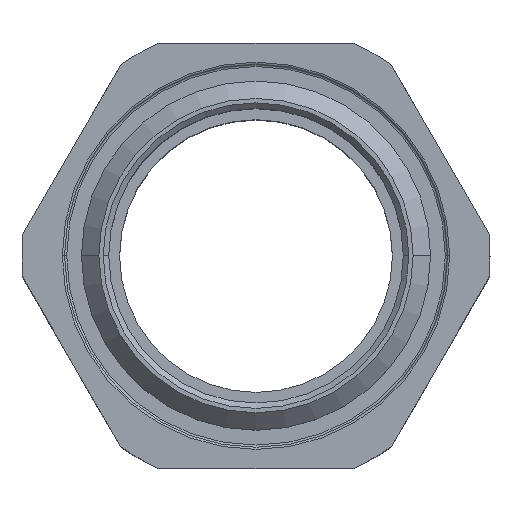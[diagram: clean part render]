
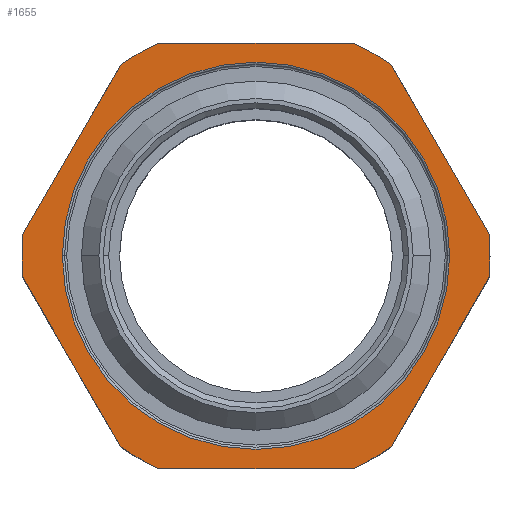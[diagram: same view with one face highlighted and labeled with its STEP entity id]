
A CAD part, top view. The second image highlights one B-rep face of the part: STEP entity #1655.
In plain terms, the highlighted planar face has unit normal (0, 0, 1).
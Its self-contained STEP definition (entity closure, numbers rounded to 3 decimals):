
#30 = VERTEX_POINT ( 'NONE', #2143 ) ;
#45 = VECTOR ( 'NONE', #159, 1000. ) ;
#46 = VERTEX_POINT ( 'NONE', #1961 ) ;
#59 = AXIS2_PLACEMENT_3D ( 'NONE', #1601, #1199, #963 ) ;
#68 = VERTEX_POINT ( 'NONE', #2357 ) ;
#159 = DIRECTION ( 'NONE',  ( -0.5, -0.866, 0. ) ) ;
#201 = VERTEX_POINT ( 'NONE', #1426 ) ;
#214 = CARTESIAN_POINT ( 'NONE',  ( -21.356, -2.011, 18.2 ) ) ;
#217 = AXIS2_PLACEMENT_3D ( 'NONE', #1039, #443, #1646 ) ;
#221 = EDGE_CURVE ( 'NONE', #316, #201, #2242, .T. ) ;
#222 = DIRECTION ( 'NONE',  ( 1., 0., 0. ) ) ;
#237 = VERTEX_POINT ( 'NONE', #1887 ) ;
#288 = EDGE_CURVE ( 'NONE', #1270, #30, #2049, .T. ) ;
#316 = VERTEX_POINT ( 'NONE', #1512 ) ;
#409 = AXIS2_PLACEMENT_3D ( 'NONE', #2507, #1699, #2101 ) ;
#438 = DIRECTION ( 'NONE',  ( 0., 0., 1. ) ) ;
#443 = DIRECTION ( 'NONE',  ( 0., 0., -1. ) ) ;
#449 = EDGE_CURVE ( 'NONE', #1588, #1685, #2292, .T. ) ;
#456 = ORIENTED_EDGE ( 'NONE', *, *, #1225, .F. ) ;
#457 = LINE ( 'NONE', #1628, #2585 ) ;
#491 = EDGE_CURVE ( 'NONE', #30, #1270, #1286, .T. ) ;
#520 = CIRCLE ( 'NONE', #1520, 21.45 ) ;
#578 = VERTEX_POINT ( 'NONE', #2226 ) ;
#579 = VECTOR ( 'NONE', #1946, 1000. ) ;
#589 = VECTOR ( 'NONE', #1288, 1000. ) ;
#617 = ORIENTED_EDGE ( 'NONE', *, *, #491, .T. ) ;
#713 = ORIENTED_EDGE ( 'NONE', *, *, #1728, .T. ) ;
#784 = CARTESIAN_POINT ( 'NONE',  ( 0., 0., 18.2 ) ) ;
#814 = DIRECTION ( 'NONE',  ( 0., 0., -1. ) ) ;
#818 = CARTESIAN_POINT ( 'NONE',  ( -8.936, -19.5, 18.2 ) ) ;
#831 = CARTESIAN_POINT ( 'NONE',  ( 0., 0., 18.2 ) ) ;
#897 = FACE_BOUND ( 'NONE', #1811, .T. ) ;
#917 = AXIS2_PLACEMENT_3D ( 'NONE', #1827, #1055, #222 ) ;
#936 = CIRCLE ( 'NONE', #2332, 21.45 ) ;
#963 = DIRECTION ( 'NONE',  ( 1., 0., 0. ) ) ;
#987 = DIRECTION ( 'NONE',  ( 1., 0., 0. ) ) ;
#998 = DIRECTION ( 'NONE',  ( 1., 0., 0. ) ) ;
#1021 = DIRECTION ( 'NONE',  ( 1., 0., 0. ) ) ;
#1039 = CARTESIAN_POINT ( 'NONE',  ( 0., 0., 18.2 ) ) ;
#1055 = DIRECTION ( 'NONE',  ( 0., 0., -1. ) ) ;
#1088 = LINE ( 'NONE', #1767, #579 ) ;
#1099 = VERTEX_POINT ( 'NONE', #1933 ) ;
#1157 = ORIENTED_EDGE ( 'NONE', *, *, #2343, .T. ) ;
#1186 = DIRECTION ( 'NONE',  ( 1., 0., 0. ) ) ;
#1199 = DIRECTION ( 'NONE',  ( 0., 0., -1. ) ) ;
#1201 = AXIS2_PLACEMENT_3D ( 'NONE', #784, #1803, #1204 ) ;
#1204 = DIRECTION ( 'NONE',  ( 1., 0., 0. ) ) ;
#1223 = VERTEX_POINT ( 'NONE', #1612 ) ;
#1225 = EDGE_CURVE ( 'NONE', #1828, #1223, #936, .T. ) ;
#1248 = FACE_OUTER_BOUND ( 'NONE', #1351, .T. ) ;
#1264 = ORIENTED_EDGE ( 'NONE', *, *, #2112, .T. ) ;
#1270 = VERTEX_POINT ( 'NONE', #1362 ) ;
#1281 = EDGE_CURVE ( 'NONE', #1828, #578, #2588, .T. ) ;
#1286 = CIRCLE ( 'NONE', #59, 17.75 ) ;
#1288 = DIRECTION ( 'NONE',  ( -0.5, 0.866, 0. ) ) ;
#1334 = AXIS2_PLACEMENT_3D ( 'NONE', #2001, #2392, #1186 ) ;
#1351 = EDGE_LOOP ( 'NONE', ( #1780, #1606, #713, #2608, #2034, #1530, #1784, #2066, #1157, #2311, #2374, #1264, #456 ) ) ;
#1362 = CARTESIAN_POINT ( 'NONE',  ( -17.75, 0., 18.2 ) ) ;
#1367 = EDGE_CURVE ( 'NONE', #46, #237, #1088, .T. ) ;
#1401 = CARTESIAN_POINT ( 'NONE',  ( 0., 0., 18.2 ) ) ;
#1426 = CARTESIAN_POINT ( 'NONE',  ( 12.419, 17.489, 18.2 ) ) ;
#1432 = VERTEX_POINT ( 'NONE', #2586 ) ;
#1455 = EDGE_CURVE ( 'NONE', #316, #1099, #2038, .T. ) ;
#1512 = CARTESIAN_POINT ( 'NONE',  ( 21.356, 2.011, 18.2 ) ) ;
#1520 = AXIS2_PLACEMENT_3D ( 'NONE', #831, #2046, #2224 ) ;
#1530 = ORIENTED_EDGE ( 'NONE', *, *, #1594, .F. ) ;
#1568 = DIRECTION ( 'NONE',  ( 0.5, -0.866, 0. ) ) ;
#1581 = ORIENTED_EDGE ( 'NONE', *, *, #288, .T. ) ;
#1588 = VERTEX_POINT ( 'NONE', #214 ) ;
#1594 = EDGE_CURVE ( 'NONE', #46, #201, #520, .T. ) ;
#1601 = CARTESIAN_POINT ( 'NONE',  ( 0., 0., 18.2 ) ) ;
#1606 = ORIENTED_EDGE ( 'NONE', *, *, #2496, .F. ) ;
#1612 = CARTESIAN_POINT ( 'NONE',  ( -12.419, -17.489, 18.2 ) ) ;
#1620 = PLANE ( 'NONE',  #2109 ) ;
#1628 = CARTESIAN_POINT ( 'NONE',  ( 11.258, -19.5, 18.2 ) ) ;
#1643 = VERTEX_POINT ( 'NONE', #2256 ) ;
#1646 = DIRECTION ( 'NONE',  ( 1., 0., 0. ) ) ;
#1648 = CARTESIAN_POINT ( 'NONE',  ( 0., 0., 18.2 ) ) ;
#1655 = ADVANCED_FACE ( 'NONE', ( #897, #1248 ), #1620, .T. ) ;
#1685 = VERTEX_POINT ( 'NONE', #2327 ) ;
#1699 = DIRECTION ( 'NONE',  ( 0., 0., -1. ) ) ;
#1728 = EDGE_CURVE ( 'NONE', #1432, #1099, #457, .T. ) ;
#1767 = CARTESIAN_POINT ( 'NONE',  ( 11.258, 19.5, 18.2 ) ) ;
#1780 = ORIENTED_EDGE ( 'NONE', *, *, #1281, .T. ) ;
#1784 = ORIENTED_EDGE ( 'NONE', *, *, #1367, .T. ) ;
#1798 = EDGE_CURVE ( 'NONE', #1685, #1643, #2385, .T. ) ;
#1803 = DIRECTION ( 'NONE',  ( 0., 0., -1. ) ) ;
#1811 = EDGE_LOOP ( 'NONE', ( #617, #1581 ) ) ;
#1814 = EDGE_CURVE ( 'NONE', #68, #237, #2285, .T. ) ;
#1827 = CARTESIAN_POINT ( 'NONE',  ( 0., 0., 18.2 ) ) ;
#1828 = VERTEX_POINT ( 'NONE', #818 ) ;
#1867 = DIRECTION ( 'NONE',  ( 1., 0., 0. ) ) ;
#1887 = CARTESIAN_POINT ( 'NONE',  ( -8.936, 19.5, 18.2 ) ) ;
#1933 = CARTESIAN_POINT ( 'NONE',  ( 21.356, -2.011, 18.2 ) ) ;
#1946 = DIRECTION ( 'NONE',  ( -1., 0., 0. ) ) ;
#1961 = CARTESIAN_POINT ( 'NONE',  ( 8.936, 19.5, 18.2 ) ) ;
#1971 = CARTESIAN_POINT ( 'NONE',  ( -11.258, 19.5, 18.2 ) ) ;
#1979 = DIRECTION ( 'NONE',  ( 0., 0., -1. ) ) ;
#1984 = CARTESIAN_POINT ( 'NONE',  ( -22.517, 0., 18.2 ) ) ;
#2001 = CARTESIAN_POINT ( 'NONE',  ( 0., 0., 18.2 ) ) ;
#2004 = VECTOR ( 'NONE', #1568, 1000. ) ;
#2034 = ORIENTED_EDGE ( 'NONE', *, *, #221, .T. ) ;
#2038 = CIRCLE ( 'NONE', #1334, 21.45 ) ;
#2046 = DIRECTION ( 'NONE',  ( 0., 0., -1. ) ) ;
#2049 = CIRCLE ( 'NONE', #409, 17.75 ) ;
#2051 = DIRECTION ( 'NONE',  ( 0.5, 0.866, 0. ) ) ;
#2066 = ORIENTED_EDGE ( 'NONE', *, *, #1814, .F. ) ;
#2101 = DIRECTION ( 'NONE',  ( 1., 0., 0. ) ) ;
#2109 = AXIS2_PLACEMENT_3D ( 'NONE', #1648, #438, #1867 ) ;
#2112 = EDGE_CURVE ( 'NONE', #1588, #1223, #2196, .T. ) ;
#2143 = CARTESIAN_POINT ( 'NONE',  ( 17.75, 0., 18.2 ) ) ;
#2158 = LINE ( 'NONE', #1971, #45 ) ;
#2196 = LINE ( 'NONE', #1984, #2004 ) ;
#2224 = DIRECTION ( 'NONE',  ( 1., 0., 0. ) ) ;
#2226 = CARTESIAN_POINT ( 'NONE',  ( 8.936, -19.5, 18.2 ) ) ;
#2242 = LINE ( 'NONE', #2290, #589 ) ;
#2256 = CARTESIAN_POINT ( 'NONE',  ( -21.356, 2.011, 18.2 ) ) ;
#2285 = CIRCLE ( 'NONE', #217, 21.45 ) ;
#2290 = CARTESIAN_POINT ( 'NONE',  ( 22.517, 0., 18.2 ) ) ;
#2292 = CIRCLE ( 'NONE', #2304, 21.45 ) ;
#2304 = AXIS2_PLACEMENT_3D ( 'NONE', #2603, #1979, #987 ) ;
#2311 = ORIENTED_EDGE ( 'NONE', *, *, #1798, .F. ) ;
#2314 = VECTOR ( 'NONE', #1021, 1000. ) ;
#2327 = CARTESIAN_POINT ( 'NONE',  ( -21.45, 0., 18.2 ) ) ;
#2332 = AXIS2_PLACEMENT_3D ( 'NONE', #1401, #814, #998 ) ;
#2343 = EDGE_CURVE ( 'NONE', #68, #1643, #2158, .T. ) ;
#2357 = CARTESIAN_POINT ( 'NONE',  ( -12.419, 17.489, 18.2 ) ) ;
#2374 = ORIENTED_EDGE ( 'NONE', *, *, #449, .F. ) ;
#2385 = CIRCLE ( 'NONE', #917, 21.45 ) ;
#2392 = DIRECTION ( 'NONE',  ( 0., 0., -1. ) ) ;
#2496 = EDGE_CURVE ( 'NONE', #1432, #578, #2549, .T. ) ;
#2507 = CARTESIAN_POINT ( 'NONE',  ( 0., 0., 18.2 ) ) ;
#2549 = CIRCLE ( 'NONE', #1201, 21.45 ) ;
#2578 = CARTESIAN_POINT ( 'NONE',  ( -11.258, -19.5, 18.2 ) ) ;
#2585 = VECTOR ( 'NONE', #2051, 1000. ) ;
#2586 = CARTESIAN_POINT ( 'NONE',  ( 12.419, -17.489, 18.2 ) ) ;
#2588 = LINE ( 'NONE', #2578, #2314 ) ;
#2603 = CARTESIAN_POINT ( 'NONE',  ( 0., 0., 18.2 ) ) ;
#2608 = ORIENTED_EDGE ( 'NONE', *, *, #1455, .F. ) ;
